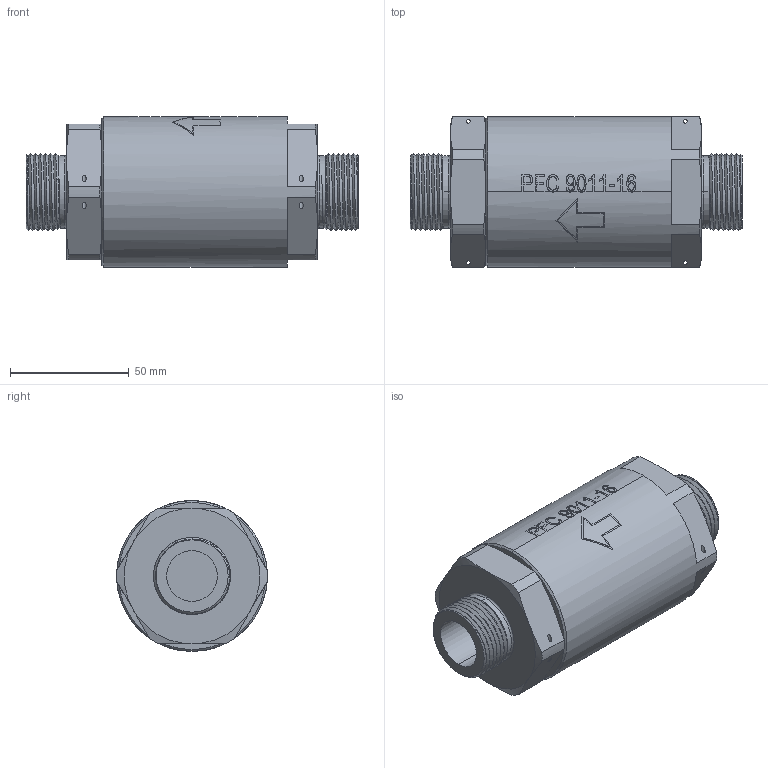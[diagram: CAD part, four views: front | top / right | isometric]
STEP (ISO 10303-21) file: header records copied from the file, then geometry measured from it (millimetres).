
FILE_DESCRIPTION (( 'STEP AP214' ), '1' );
FILE_NAME ('09011016_AS4320(JJ).STEP', '2015-06-29T22:52:04', ( '' ), ( '' ), 'SwSTEP 2.0', 'SolidWorks 2015', '' );
FILE_SCHEMA (( 'AUTOMOTIVE_DESIGN' ));
Length unit declared in the file: millimetre
Products named in the file (3): 090111610_STEP(BODY); 09011016_AS4320(JJ); 090111612_STEP(ADAPTER)
Assembly tree (2 placements, depth 2):
  09011016_AS4320(JJ)
    090111612_STEP(ADAPTER)
    090111610_STEP(BODY)
Bounding box: 139.79 x 63.5 x 63.5 mm (x, y, z)
Volume: 325124.8 mm3; surface area: 48926.8 mm2
Topology: 2 solids, 2 shells, 248 faces, 639 edges, 407 vertices
Faces by surface type: plane 86, bspline 60, cylinder 54, cone 38, torus 10
Entity records: 13162 total; most frequent: CARTESIAN_POINT 7545, ORIENTED_EDGE 1278, DIRECTION 962, EDGE_CURVE 639, VERTEX_POINT 407, AXIS2_PLACEMENT_3D 355, EDGE_LOOP 270, LINE 252
